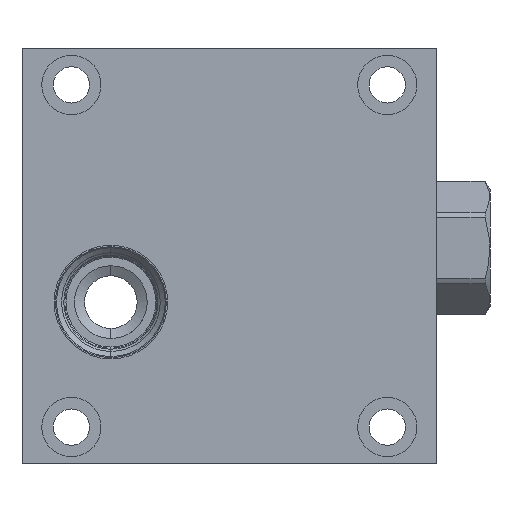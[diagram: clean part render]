
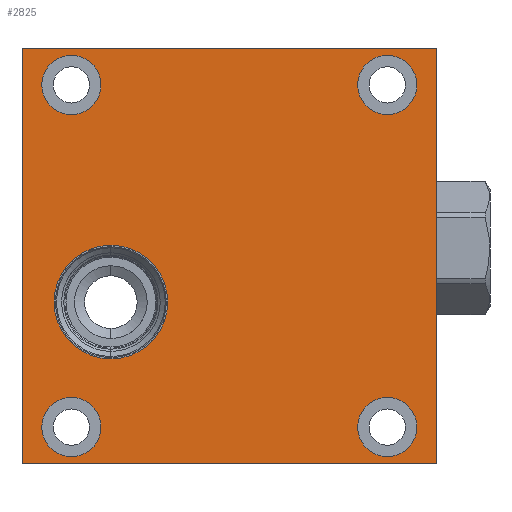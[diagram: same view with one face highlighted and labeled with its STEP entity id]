
A CAD part, front view. The second image highlights one B-rep face of the part: STEP entity #2825.
In plain terms, the highlighted planar face has unit normal (0, -1, 0).
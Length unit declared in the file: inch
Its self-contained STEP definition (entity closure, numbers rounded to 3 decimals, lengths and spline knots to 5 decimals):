
#5=DIRECTION('',(1.,0.,0.));
#6=VECTOR('',#5,3.938);
#7=CARTESIAN_POINT('',(0.,-2.438,0.));
#8=LINE('',#7,#6);
#115=DIRECTION('',(0.,0.,1.));
#116=VECTOR('',#115,3.938);
#117=CARTESIAN_POINT('',(3.938,-2.438,0.));
#118=LINE('',#117,#116);
#139=DIRECTION('',(0.,0.,1.));
#140=VECTOR('',#139,3.938);
#141=CARTESIAN_POINT('',(0.,-2.438,0.));
#142=LINE('',#141,#140);
#143=CARTESIAN_POINT('',(3.469,-2.438,0.344));
#144=DIRECTION('',(0.,1.,0.));
#145=DIRECTION('',(0.,0.,-1.));
#146=AXIS2_PLACEMENT_3D('',#143,#144,#145);
#148=CARTESIAN_POINT('',(3.469,-2.438,0.344));
#149=DIRECTION('',(0.,1.,0.));
#150=DIRECTION('',(0.,0.,1.));
#151=AXIS2_PLACEMENT_3D('',#148,#149,#150);
#153=CARTESIAN_POINT('',(3.469,-2.438,3.594));
#154=DIRECTION('',(0.,1.,0.));
#155=DIRECTION('',(0.,0.,-1.));
#156=AXIS2_PLACEMENT_3D('',#153,#154,#155);
#158=CARTESIAN_POINT('',(3.469,-2.438,3.594));
#159=DIRECTION('',(0.,1.,0.));
#160=DIRECTION('',(0.,0.,1.));
#161=AXIS2_PLACEMENT_3D('',#158,#159,#160);
#163=CARTESIAN_POINT('',(0.469,-2.438,
0.344));
#164=DIRECTION('',(0.,1.,0.));
#165=DIRECTION('',(0.,0.,-1.));
#166=AXIS2_PLACEMENT_3D('',#163,#164,#165);
#168=CARTESIAN_POINT('',(0.469,-2.438,
0.344));
#169=DIRECTION('',(0.,1.,0.));
#170=DIRECTION('',(0.,0.,1.));
#171=AXIS2_PLACEMENT_3D('',#168,#169,#170);
#173=CARTESIAN_POINT('',(0.469,-2.438,3.594));
#174=DIRECTION('',(0.,1.,0.));
#175=DIRECTION('',(0.,0.,-1.));
#176=AXIS2_PLACEMENT_3D('',#173,#174,#175);
#178=CARTESIAN_POINT('',(0.469,-2.438,3.594));
#179=DIRECTION('',(0.,1.,0.));
#180=DIRECTION('',(0.,0.,1.));
#181=AXIS2_PLACEMENT_3D('',#178,#179,#180);
#183=CARTESIAN_POINT('',(0.844,-2.438,1.531));
#184=DIRECTION('',(0.,1.,0.));
#185=DIRECTION('',(0.,0.,-1.));
#186=AXIS2_PLACEMENT_3D('',#183,#184,#185);
#188=CARTESIAN_POINT('',(0.844,-2.438,1.531));
#189=DIRECTION('',(0.,1.,0.));
#190=DIRECTION('',(0.,0.,1.));
#191=AXIS2_PLACEMENT_3D('',#188,#189,#190);
#205=DIRECTION('',(1.,0.,0.));
#206=VECTOR('',#205,3.938);
#207=CARTESIAN_POINT('',(0.,-2.438,3.938));
#208=LINE('',#207,#206);
#2254=CARTESIAN_POINT('',(0.,-2.438,0.));
#2256=VERTEX_POINT('',#2254);
#2257=CARTESIAN_POINT('',(3.938,-2.438,0.));
#2258=VERTEX_POINT('',#2257);
#2262=CARTESIAN_POINT('',(0.,-2.438,3.938));
#2264=VERTEX_POINT('',#2262);
#2265=CARTESIAN_POINT('',(3.938,-2.438,3.938));
#2266=VERTEX_POINT('',#2265);
#2524=CARTESIAN_POINT('',(3.469,-2.438,
0.063));
#2525=CARTESIAN_POINT('',(3.469,-2.438,
0.625));
#2526=VERTEX_POINT('',#2524);
#2527=VERTEX_POINT('',#2525);
#2544=CARTESIAN_POINT('',(3.469,-2.438,3.313));
#2545=CARTESIAN_POINT('',(3.469,-2.438,3.875));
#2546=VERTEX_POINT('',#2544);
#2547=VERTEX_POINT('',#2545);
#2564=CARTESIAN_POINT('',(0.469,-2.438,
0.063));
#2565=CARTESIAN_POINT('',(0.469,-2.438,
0.625));
#2566=VERTEX_POINT('',#2564);
#2567=VERTEX_POINT('',#2565);
#2584=CARTESIAN_POINT('',(0.469,-2.438,
3.313));
#2585=CARTESIAN_POINT('',(0.469,-2.438,
3.875));
#2586=VERTEX_POINT('',#2584);
#2587=VERTEX_POINT('',#2585);
#2632=CARTESIAN_POINT('',(0.844,-2.438,
0.991));
#2633=CARTESIAN_POINT('',(0.844,-2.438,
2.071));
#2634=VERTEX_POINT('',#2632);
#2635=VERTEX_POINT('',#2633);
#2783=CARTESIAN_POINT('',(0.,-2.438,0.));
#2784=DIRECTION('',(0.,-1.,0.));
#2785=DIRECTION('',(1.,0.,0.));
#2786=AXIS2_PLACEMENT_3D('',#2783,#2784,#2785);
#2787=PLANE('',#2786);
#2788=ORIENTED_EDGE('',*,*,#2665,.F.);
#2789=ORIENTED_EDGE('',*,*,#2690,.T.);
#2791=ORIENTED_EDGE('',*,*,#2790,.T.);
#2792=ORIENTED_EDGE('',*,*,#2763,.F.);
#2793=EDGE_LOOP('',(#2788,#2789,#2791,#2792));
#2794=FACE_OUTER_BOUND('',#2793,.F.);
#2796=ORIENTED_EDGE('',*,*,#2795,.F.);
#2798=ORIENTED_EDGE('',*,*,#2797,.F.);
#2799=EDGE_LOOP('',(#2796,#2798));
#2800=FACE_BOUND('',#2799,.F.);
#2802=ORIENTED_EDGE('',*,*,#2801,.F.);
#2804=ORIENTED_EDGE('',*,*,#2803,.F.);
#2805=EDGE_LOOP('',(#2802,#2804));
#2806=FACE_BOUND('',#2805,.F.);
#2808=ORIENTED_EDGE('',*,*,#2807,.F.);
#2810=ORIENTED_EDGE('',*,*,#2809,.F.);
#2811=EDGE_LOOP('',(#2808,#2810));
#2812=FACE_BOUND('',#2811,.F.);
#2814=ORIENTED_EDGE('',*,*,#2813,.F.);
#2816=ORIENTED_EDGE('',*,*,#2815,.F.);
#2817=EDGE_LOOP('',(#2814,#2816));
#2818=FACE_BOUND('',#2817,.F.);
#2820=ORIENTED_EDGE('',*,*,#2819,.F.);
#2822=ORIENTED_EDGE('',*,*,#2821,.F.);
#2823=EDGE_LOOP('',(#2820,#2822));
#2824=FACE_BOUND('',#2823,.F.);
#2825=ADVANCED_FACE('',(#2794,#2800,#2806,#2812,#2818,#2824),#2787,.T.);
#147=CIRCLE('',#146,0.281);
#152=CIRCLE('',#151,0.281);
#157=CIRCLE('',#156,0.281);
#162=CIRCLE('',#161,0.281);
#167=CIRCLE('',#166,0.281);
#172=CIRCLE('',#171,0.281);
#177=CIRCLE('',#176,0.281);
#182=CIRCLE('',#181,0.281);
#187=CIRCLE('',#186,0.54);
#192=CIRCLE('',#191,0.54);
#2665=EDGE_CURVE('',#2256,#2258,#8,.T.);
#2690=EDGE_CURVE('',#2256,#2264,#142,.T.);
#2763=EDGE_CURVE('',#2258,#2266,#118,.T.);
#2790=EDGE_CURVE('',#2264,#2266,#208,.T.);
#2795=EDGE_CURVE('',#2526,#2527,#147,.T.);
#2797=EDGE_CURVE('',#2527,#2526,#152,.T.);
#2801=EDGE_CURVE('',#2546,#2547,#157,.T.);
#2803=EDGE_CURVE('',#2547,#2546,#162,.T.);
#2807=EDGE_CURVE('',#2566,#2567,#167,.T.);
#2809=EDGE_CURVE('',#2567,#2566,#172,.T.);
#2813=EDGE_CURVE('',#2586,#2587,#177,.T.);
#2815=EDGE_CURVE('',#2587,#2586,#182,.T.);
#2819=EDGE_CURVE('',#2634,#2635,#187,.T.);
#2821=EDGE_CURVE('',#2635,#2634,#192,.T.);
